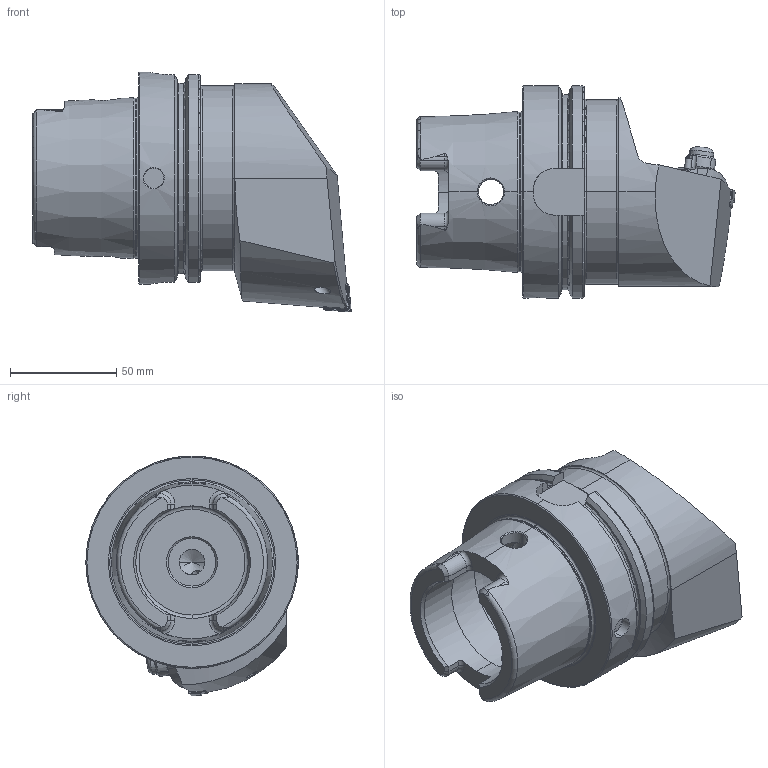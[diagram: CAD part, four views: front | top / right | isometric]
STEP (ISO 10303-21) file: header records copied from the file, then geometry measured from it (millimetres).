
FILE_DESCRIPTION (( 'STEP AP214' ), '1' );
FILE_NAME ('HA0.KCD.RLA.100.STEP', '2023-09-18T09:06:58', ( '' ), ( '' ), 'SwSTEP 2.0', 'SolidWorks 2017', '' );
FILE_SCHEMA (( 'AUTOMOTIVE_DESIGN' ));
Length unit declared in the file: millimetre
Products named in the file (11): CNMG120404; ISO 13337 - 3 x 12_PreviewCfg; WCC-ER5.102.012_B; KVT_MB_600_050; WCC-ER5.102.005_A; WCC-ER3.102.024_C; HA0-KCD.RLA.100_C_Fertigbearbeitung; WCC-ER2.001.010_A; WCD-ER2.101.003_A; WCC-ER4.103.032_A; HA0.KCD.RLA.100
Assembly tree (10 placements, depth 2):
  HA0.KCD.RLA.100
    HA0-KCD.RLA.100_C_Fertigbearbeitung
    WCD-ER2.101.003_A
    WCC-ER2.001.010_A
    CNMG120404
    WCC-ER3.102.024_C
    WCC-ER4.103.032_A
    WCC-ER5.102.005_A
    KVT_MB_600_050
    WCC-ER5.102.012_B
    ISO 13337 - 3 x 12_PreviewCfg
Bounding box: 149.9 x 100 x 113 mm (x, y, z)
Volume: 558583.8 mm3; surface area: 74289.1 mm2
Topology: 11 solids, 11 shells, 468 faces, 1171 edges, 711 vertices
Faces by surface type: cylinder 154, plane 120, cone 111, torus 64, bspline 17, sphere 2
Entity records: 17900 total; most frequent: CARTESIAN_POINT 5273, ORIENTED_EDGE 2300, DIRECTION 2284, EDGE_CURVE 1150, AXIS2_PLACEMENT_3D 920, VERTEX_POINT 708, EDGE_LOOP 496, FACE_OUTER_BOUND 468
